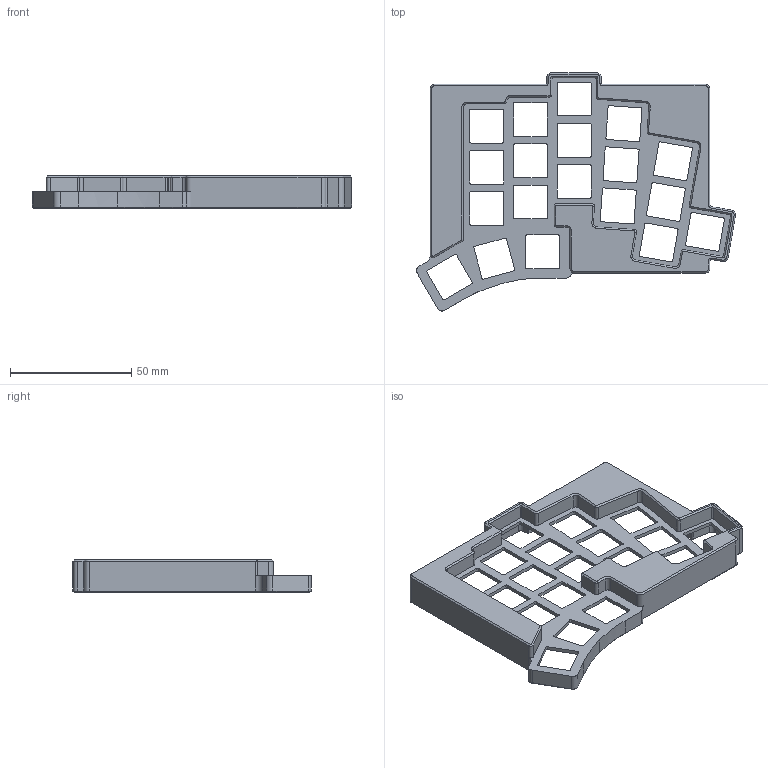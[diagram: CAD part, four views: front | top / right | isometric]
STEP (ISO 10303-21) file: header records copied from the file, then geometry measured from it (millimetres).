
FILE_DESCRIPTION(/* description */ (''),/* implementation_level */ '2;1');
FILE_NAME(/* name */ 'TOTEMv2_ALU_top_R.step',/* time_stamp */ '2025-11-06T05:23:39+09:00',/* author */ (''),/* organization */ (''),/* preprocessor_version */ 'ST-DEVELOPER v20.1',/* originating_system */ 'Autodesk Translation Framework v14.17.0.0',/* authorisation */ '');
FILE_SCHEMA (('AUTOMOTIVE_DESIGN { 1 0 10303 214 3 1 1 }'));
Length unit declared in the file: millimetre
Products named in the file (1): TOTEM case_v08_7mm_keeb_usb
Bounding box: 131.63 x 98.21 x 13.45 mm (x, y, z)
Volume: 22964.9 mm3; surface area: 24108.4 mm2
Topology: 1 solids, 1 shells, 545 faces, 1502 edges, 963 vertices
Faces by surface type: plane 282, cylinder 193, cone 62, bspline 8
Full cylindrical faces by diameter (mm): 1.6 x4
Entity records: 17697 total; most frequent: CARTESIAN_POINT 3391, DIRECTION 3008, ORIENTED_EDGE 3004, EDGE_CURVE 1502, LINE 1032, VECTOR 1032, AXIS2_PLACEMENT_3D 988, VERTEX_POINT 963
